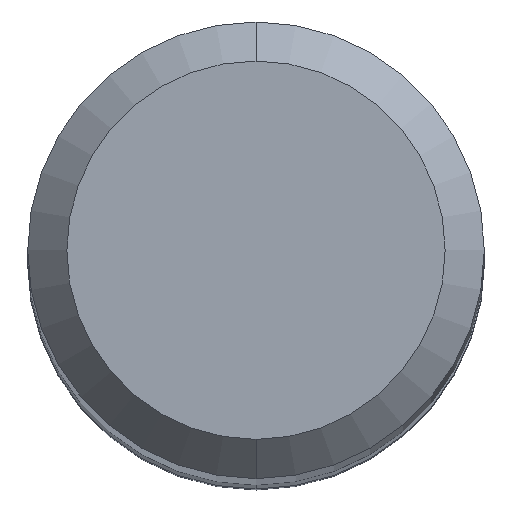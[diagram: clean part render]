
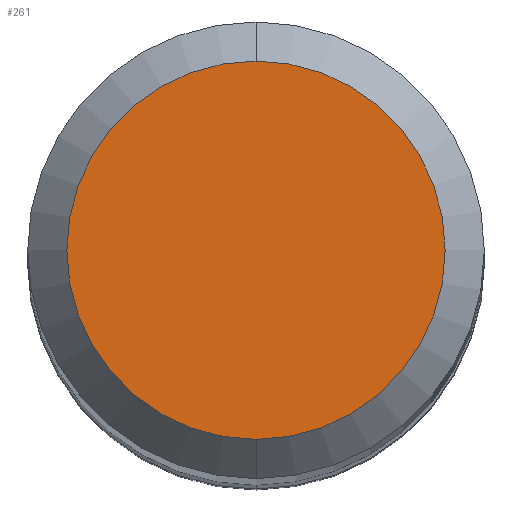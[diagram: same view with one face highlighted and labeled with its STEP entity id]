
A CAD part, top view. The second image highlights one B-rep face of the part: STEP entity #261.
In plain terms, the highlighted planar face has unit normal (0, 0, 1).
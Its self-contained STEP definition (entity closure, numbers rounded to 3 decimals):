
#149=EDGE_CURVE('',#239,#293,#384,.T.);
#151=EDGE_CURVE('',#293,#239,#386,.T.);
#239=VERTEX_POINT('',#483);
#261=ADVANCED_FACE('',(#506),#507,.T.);
#293=VERTEX_POINT('',#547);
#384=CIRCLE('',#638,1.45);
#386=CIRCLE('',#641,1.45);
#483=CARTESIAN_POINT('',(0.,-1.45,0.0));
#506=FACE_OUTER_BOUND('',#792,.T.);
#507=PLANE('',#793);
#547=CARTESIAN_POINT('',(0.0,1.45,0.0));
#638=AXIS2_PLACEMENT_3D('',#956,#957,#958);
#641=AXIS2_PLACEMENT_3D('',#959,#960,#961);
#792=EDGE_LOOP('',(#1107,#1108));
#793=AXIS2_PLACEMENT_3D('',#1109,#1110,#1111);
#956=CARTESIAN_POINT('',(0.0,0.0,0.0));
#957=DIRECTION('',(0.0,0.0,-1.0));
#958=DIRECTION('',(0.0,1.0,0.0));
#959=CARTESIAN_POINT('',(0.0,0.0,0.0));
#960=DIRECTION('',(0.0,0.0,-1.0));
#961=DIRECTION('',(0.0,1.0,0.0));
#1107=ORIENTED_EDGE('',*,*,#151,.F.);
#1108=ORIENTED_EDGE('',*,*,#149,.F.);
#1109=CARTESIAN_POINT('',(0.0,0.725,0.0));
#1110=DIRECTION('',(-0.0,0.0,1.0));
#1111=DIRECTION('',(0.0,-1.0,0.0));
